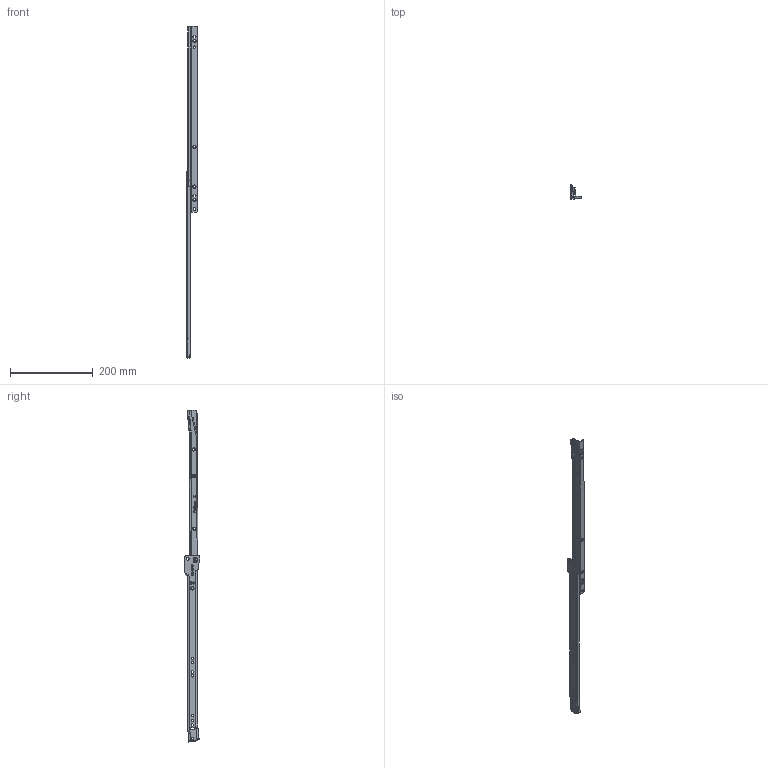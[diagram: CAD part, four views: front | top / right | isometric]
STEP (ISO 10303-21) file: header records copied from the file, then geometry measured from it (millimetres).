
FILE_DESCRIPTION (( 'STEP AP214' ), '1' );
FILE_NAME ('FR_2021.0450mm_18inch_open_left.STEP', '2022-11-15T07:55:07', ( '' ), ( '' ), 'SwSTEP 2.0', 'SolidWorks 2020', '' );
FILE_SCHEMA (( 'AUTOMOTIVE_DESIGN' ));
Length unit declared in the file: millimetre
Products named in the file (5): 2021.450-01.W014.li_Topf Standard; 2021.XXX-03.W151_NL 450 li ge; FR_2021.0450mm_18inch_open_left; 2021.XXX-03.W151.li_NL 450; 2021.450-01.W014.li_NL 450
Assembly tree (4 placements, depth 3):
  FR_2021.0450mm_18inch_open_left
    2021.450-01.W014.li_NL 450
      2021.450-01.W014.li_Topf Standard
    2021.XXX-03.W151.li_NL 450
      2021.XXX-03.W151_NL 450 li ge
Bounding box: 25.5 x 36.4 x 801.88 mm (x, y, z)
Volume: 44709 mm3; surface area: 72932.3 mm2
Topology: 2 solids, 2 shells, 858 faces, 2075 edges, 1320 vertices
Faces by surface type: cylinder 386, plane 354, cone 54, bspline 45, torus 19
Entity records: 28852 total; most frequent: CARTESIAN_POINT 6836, DIRECTION 4395, ORIENTED_EDGE 4148, EDGE_CURVE 2074, AXIS2_PLACEMENT_3D 1638, VERTEX_POINT 1320, VECTOR 1119, LINE 1119
